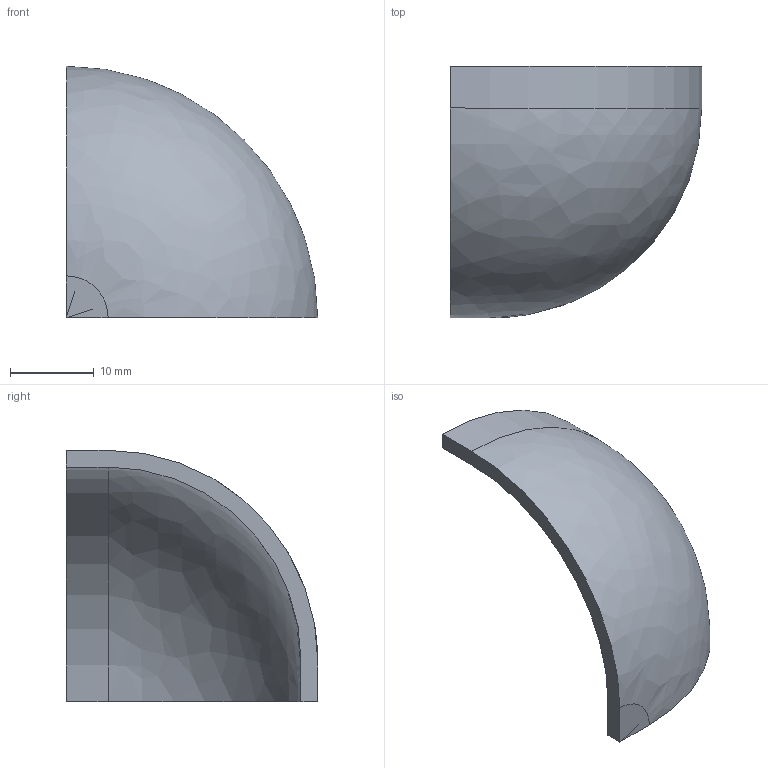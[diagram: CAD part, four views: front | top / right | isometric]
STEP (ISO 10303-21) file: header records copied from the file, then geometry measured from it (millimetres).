
FILE_DESCRIPTION(/* description */ ('TAPPO ROTONDO 3 VIE SERIE 30 GRIGIO'),/* implementation_level */ '2;1');
FILE_NAME(/* name */ 'CTPTG0000016.stp',/* time_stamp */ '2018-11-05T14:07:49+01:00',/* author */ ('fzagni'),/* organization */ (''),/* preprocessor_version */ 'ST-DEVELOPER v16.1',/* originating_system */ 'Autodesk Inventor 2016',/* authorisation */ '');
FILE_SCHEMA (('AUTOMOTIVE_DESIGN { 1 0 10303 214 3 1 1 }'));
Length unit declared in the file: millimetre
Products named in the file (1): 440000008542
Bounding box: 30 x 30 x 30 mm (x, y, z)
Volume: 2897.5 mm3; surface area: 3182.6 mm2
Topology: 1 solids, 1 shells, 9 faces, 23 edges, 14 vertices
Faces by surface type: cone 4, plane 3, bspline 2
Entity records: 309 total; most frequent: CARTESIAN_POINT 73, DIRECTION 47, ORIENTED_EDGE 42, EDGE_CURVE 21, AXIS2_PLACEMENT_3D 18, VERTEX_POINT 14, LINE 11, VECTOR 11
